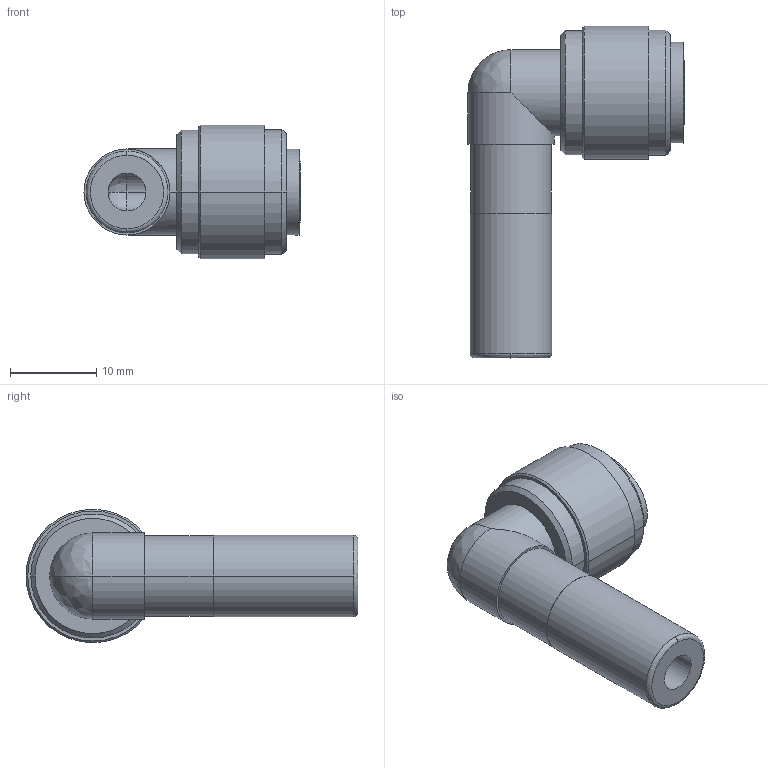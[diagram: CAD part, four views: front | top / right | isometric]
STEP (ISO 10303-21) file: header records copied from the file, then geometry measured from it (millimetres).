
FILE_DESCRIPTION (( 'STEP AP214' ), '1' );
FILE_NAME ('PE38-14-P.step', '2017-08-29T20:54:05', ( '' ), ( '' ), 'SwSTEP 2.0', 'SolidWorks 2017', '' );
FILE_SCHEMA (( 'AUTOMOTIVE_DESIGN' ));
Length unit declared in the file: inch
Products named in the file (1): PE38-14-P
Bounding box: 25.1 x 38.55 x 15.5 mm (x, y, z)
Volume: 3989.3 mm3; surface area: 2849.3 mm2
Topology: 1 solids, 1 shells, 46 faces, 105 edges, 63 vertices
Faces by surface type: cylinder 20, bspline 12, plane 8, cone 6
Entity records: 2145 total; most frequent: CARTESIAN_POINT 1127, DIRECTION 208, ORIENTED_EDGE 202, EDGE_CURVE 101, AXIS2_PLACEMENT_3D 91, VERTEX_POINT 63, CIRCLE 56, EDGE_LOOP 54
